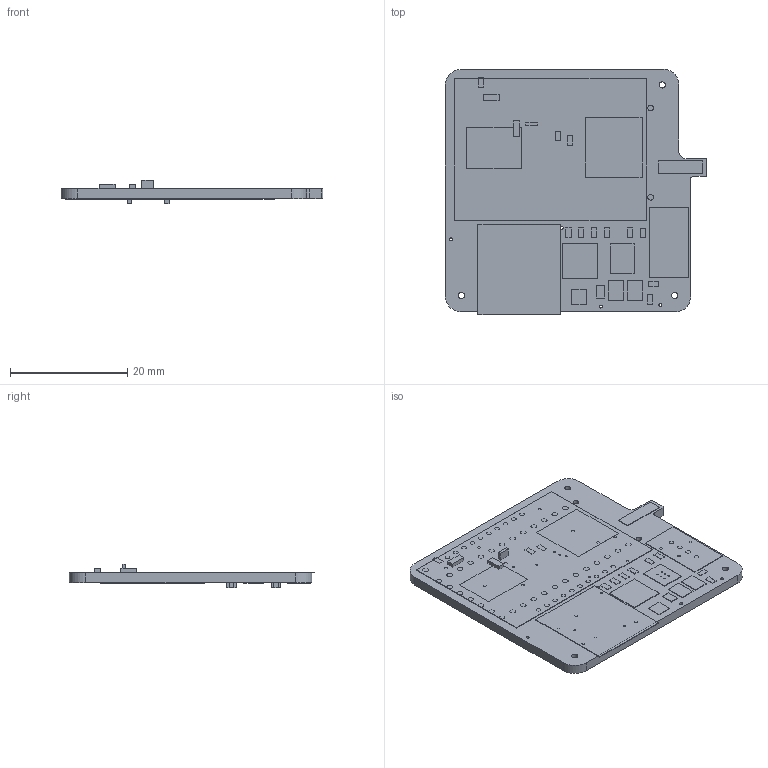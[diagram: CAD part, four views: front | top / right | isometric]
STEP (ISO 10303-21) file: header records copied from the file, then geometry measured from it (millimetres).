
FILE_DESCRIPTION(/* description */ (''),/* implementation_level */ '2;1');
FILE_NAME(/* name */ '8d113c44-9281-4d90-bba6-47c561a000f6.stp',/* time_stamp */ '2020-07-26T16:40:46+00:00',/* author */ (''),/* organization */ (''),/* preprocessor_version */ 'ST-DEVELOPER v18.1',/* originating_system */ 'Autodesk Translation Framework v9.3.0.1241',/* authorisation */ '');
FILE_SCHEMA (('AUTOMOTIVE_DESIGN { 1 0 10303 214 3 1 1 }'));
Length unit declared in the file: millimetre
Products named in the file (24): 8d113c44-9281-4d90-bba6-47c561a000f6; PCB Component; Board; 22; TEENSY_3.1-3.2_OUTER_ROW; MAX-M8; 1.575GHz; XBEE-LTE-M; Green; 2.2 uF; 0.1 uF; 10 uF; 470; LMR16020; DO-214AC; ASPI-6045S-560M-TCT-ND; MICRO_SD; MICROCLASP_4; 22_1; 0.3F; RB520S30T1G; ISO7021; 53261-04; 0.1uF
Assembly tree (33 placements, depth 3):
  8d113c44-9281-4d90-bba6-47c561a000f6
    PCB Component
      Board
      22  x2
      TEENSY_3.1-3.2_OUTER_ROW
      MAX-M8
      1.575GHz
      XBEE-LTE-M
      Green
      2.2 uF  x2
      0.1 uF
      10 uF  x2
      470  x6
      LMR16020
      DO-214AC
      ASPI-6045S-560M-TCT-ND
      MICRO_SD
      MICROCLASP_4
      22_1  x2
      0.3F
      RB520S30T1G
      ISO7021
      53261-04
      0.1uF  x2
Bounding box: 44.7 x 41.88 x 4.02 mm (x, y, z)
Volume: 2991.9 mm3; surface area: 8207.1 mm2
Topology: 32 solids, 32 shells, 318 faces, 762 edges, 508 vertices
Faces by surface type: plane 212, cylinder 106
Full cylindrical faces by diameter (mm): 0.254 x6, 0.35 x10, 0.406 x1, 0.45 x1, 0.5 x19, 0.8 x24, 0.965 x33, 1.05 x4
Entity records: 8856 total; most frequent: DIRECTION 1444, CARTESIAN_POINT 1337, ORIENTED_EDGE 1236, EDGE_CURVE 618, AXIS2_PLACEMENT_3D 519, EDGE_LOOP 446, VERTEX_POINT 412, LINE 406
